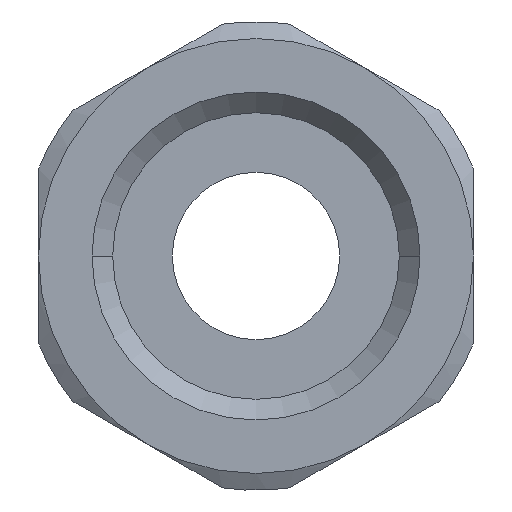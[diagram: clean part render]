
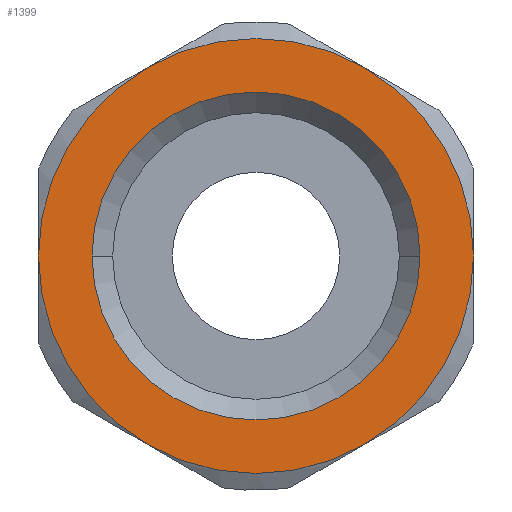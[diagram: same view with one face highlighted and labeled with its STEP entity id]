
A CAD part, front view. The second image highlights one B-rep face of the part: STEP entity #1399.
In plain terms, the highlighted planar face has unit normal (0, -1, 0).
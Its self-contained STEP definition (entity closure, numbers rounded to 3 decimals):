
#1399=ADVANCED_FACE('',(#3022,#3023),#3024,.T.);
#3022=FACE_OUTER_BOUND('',#5717,.T.);
#3023=FACE_BOUND('',#5718,.T.);
#3024=PLANE('',#5719);
#5717=EDGE_LOOP('',(#10290,#10291,#10292,#10293,#10294,#10295));
#5718=EDGE_LOOP('',(#10296,#10297));
#5719=AXIS2_PLACEMENT_3D('',#10298,#10299,#10300);
#10290=ORIENTED_EDGE('',*,*,#14222,.F.);
#10291=ORIENTED_EDGE('',*,*,#13594,.F.);
#10292=ORIENTED_EDGE('',*,*,#14223,.F.);
#10293=ORIENTED_EDGE('',*,*,#13987,.F.);
#10294=ORIENTED_EDGE('',*,*,#14224,.F.);
#10295=ORIENTED_EDGE('',*,*,#12790,.F.);
#10296=ORIENTED_EDGE('',*,*,#13196,.T.);
#10297=ORIENTED_EDGE('',*,*,#14225,.T.);
#10298=CARTESIAN_POINT('',(0.0,-10.5,0.0));
#10299=DIRECTION('',(0.0,-1.0,0.0));
#10300=DIRECTION('',(0.0,0.0,-1.0));
#12790=EDGE_CURVE('',#15135,#15138,#15139,.T.);
#13196=EDGE_CURVE('',#15813,#15818,#15820,.T.);
#13594=EDGE_CURVE('',#16459,#16462,#16463,.T.);
#13987=EDGE_CURVE('',#15553,#17024,#17025,.T.);
#14222=EDGE_CURVE('',#16462,#15135,#17336,.T.);
#14223=EDGE_CURVE('',#17024,#16459,#17337,.T.);
#14224=EDGE_CURVE('',#15138,#15553,#17338,.T.);
#14225=EDGE_CURVE('',#15818,#15813,#17339,.T.);
#15135=VERTEX_POINT('',#18603);
#15138=VERTEX_POINT('',#18615);
#15139=CIRCLE('',#18616,6.5);
#15553=VERTEX_POINT('',#19358);
#15813=VERTEX_POINT('',#19753);
#15818=VERTEX_POINT('',#19759);
#15820=CIRCLE('',#19762,4.9);
#16459=VERTEX_POINT('',#20770);
#16462=VERTEX_POINT('',#20782);
#16463=CIRCLE('',#20783,6.5);
#17024=VERTEX_POINT('',#21745);
#17025=CIRCLE('',#21746,6.5);
#17336=CIRCLE('',#22313,6.5);
#17337=CIRCLE('',#22314,6.5);
#17338=CIRCLE('',#22315,6.5);
#17339=CIRCLE('',#22316,4.9);
#18603=CARTESIAN_POINT('',(3.25,-10.5,-5.629));
#18615=CARTESIAN_POINT('',(-3.25,-10.5,-5.629));
#18616=AXIS2_PLACEMENT_3D('',#23730,#23731,#23732);
#19358=CARTESIAN_POINT('',(-6.5,-10.5,0.0));
#19753=CARTESIAN_POINT('',(4.9,-10.5,0.0));
#19759=CARTESIAN_POINT('',(-4.9,-10.5,0.));
#19762=AXIS2_PLACEMENT_3D('',#24202,#24203,#24204);
#20770=CARTESIAN_POINT('',(3.25,-10.5,5.629));
#20782=CARTESIAN_POINT('',(6.5,-10.5,0.0));
#20783=AXIS2_PLACEMENT_3D('',#24734,#24735,#24736);
#21745=CARTESIAN_POINT('',(-3.25,-10.5,5.629));
#21746=AXIS2_PLACEMENT_3D('',#25200,#25201,#25202);
#22313=AXIS2_PLACEMENT_3D('',#25472,#25473,#25474);
#22314=AXIS2_PLACEMENT_3D('',#25475,#25476,#25477);
#22315=AXIS2_PLACEMENT_3D('',#25478,#25479,#25480);
#22316=AXIS2_PLACEMENT_3D('',#25481,#25482,#25483);
#23730=CARTESIAN_POINT('',(0.0,-10.5,0.0));
#23731=DIRECTION('',(0.0,1.0,0.0));
#23732=DIRECTION('',(0.5,0.0,-0.866));
#24202=CARTESIAN_POINT('',(0.0,-10.5,0.0));
#24203=DIRECTION('',(0.0,1.0,0.0));
#24204=DIRECTION('',(-1.0,0.0,0.0));
#24734=CARTESIAN_POINT('',(0.0,-10.5,0.0));
#24735=DIRECTION('',(-0.0,1.0,0.0));
#24736=DIRECTION('',(0.5,0.0,0.866));
#25200=CARTESIAN_POINT('',(0.0,-10.5,0.0));
#25201=DIRECTION('',(0.0,1.0,0.0));
#25202=DIRECTION('',(-1.0,0.0,0.0));
#25472=CARTESIAN_POINT('',(0.0,-10.5,0.0));
#25473=DIRECTION('',(-0.0,1.0,0.0));
#25474=DIRECTION('',(1.0,0.0,0.0));
#25475=CARTESIAN_POINT('',(0.0,-10.5,0.0));
#25476=DIRECTION('',(0.0,1.0,0.0));
#25477=DIRECTION('',(-0.5,0.0,0.866));
#25478=CARTESIAN_POINT('',(0.0,-10.5,0.0));
#25479=DIRECTION('',(0.0,1.0,0.0));
#25480=DIRECTION('',(-0.5,0.0,-0.866));
#25481=CARTESIAN_POINT('',(0.0,-10.5,0.0));
#25482=DIRECTION('',(0.0,1.0,0.0));
#25483=DIRECTION('',(-1.0,0.0,0.0));
